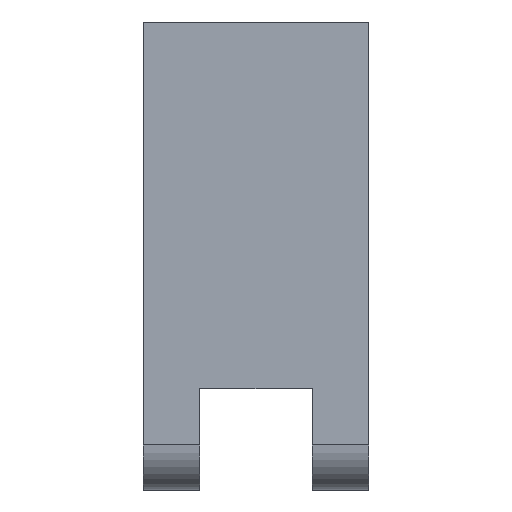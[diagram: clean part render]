
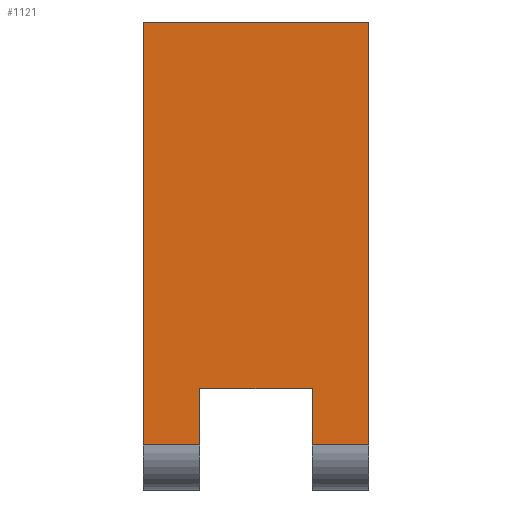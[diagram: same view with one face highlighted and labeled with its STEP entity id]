
A CAD part, front view. The second image highlights one B-rep face of the part: STEP entity #1121.
In plain terms, the highlighted planar face has unit normal (0, -1, 0).
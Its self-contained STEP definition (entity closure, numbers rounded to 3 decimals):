
#29 = VECTOR ( 'NONE', #1245, 1000. ) ;
#75 = ORIENTED_EDGE ( 'NONE', *, *, #290, .T. ) ;
#228 = VECTOR ( 'NONE', #1007, 1000. ) ;
#232 = CARTESIAN_POINT ( 'NONE',  ( 80., 0., -150. ) ) ;
#272 = LINE ( 'NONE', #1656, #29 ) ;
#290 = EDGE_CURVE ( 'NONE', #979, #1698, #1421, .T. ) ;
#297 = VECTOR ( 'NONE', #785, 1000. ) ;
#400 = LINE ( 'NONE', #1071, #619 ) ;
#413 = VERTEX_POINT ( 'NONE', #923 ) ;
#450 = CARTESIAN_POINT ( 'NONE',  ( 0., 0., -150. ) ) ;
#466 = CARTESIAN_POINT ( 'NONE',  ( 0., 0., 0. ) ) ;
#495 = LINE ( 'NONE', #232, #297 ) ;
#501 = EDGE_CURVE ( 'NONE', #1361, #413, #495, .T. ) ;
#535 = CARTESIAN_POINT ( 'NONE',  ( 80., 0., 0. ) ) ;
#537 = EDGE_CURVE ( 'NONE', #629, #1698, #400, .T. ) ;
#580 = CARTESIAN_POINT ( 'NONE',  ( 20., 0., -130. ) ) ;
#589 = CARTESIAN_POINT ( 'NONE',  ( 0., 0., 0. ) ) ;
#603 = ORIENTED_EDGE ( 'NONE', *, *, #1108, .T. ) ;
#619 = VECTOR ( 'NONE', #943, 1000. ) ;
#629 = VERTEX_POINT ( 'NONE', #1675 ) ;
#698 = DIRECTION ( 'NONE',  ( -1., 0., 0. ) ) ;
#704 = CARTESIAN_POINT ( 'NONE',  ( 60., 0., 0. ) ) ;
#713 = DIRECTION ( 'NONE',  ( 0., 0., -1. ) ) ;
#720 = VECTOR ( 'NONE', #698, 1000. ) ;
#736 = EDGE_LOOP ( 'NONE', ( #603, #1491, #1574, #1674, #1046, #75, #895, #1277 ) ) ;
#766 = EDGE_CURVE ( 'NONE', #1287, #979, #804, .T. ) ;
#785 = DIRECTION ( 'NONE',  ( -1., 0., 0. ) ) ;
#802 = CARTESIAN_POINT ( 'NONE',  ( 60., 0., -130. ) ) ;
#804 = LINE ( 'NONE', #1489, #720 ) ;
#841 = CARTESIAN_POINT ( 'NONE',  ( 80., 0., 0. ) ) ;
#895 = ORIENTED_EDGE ( 'NONE', *, *, #537, .F. ) ;
#923 = CARTESIAN_POINT ( 'NONE',  ( 60., 0., -150. ) ) ;
#943 = DIRECTION ( 'NONE',  ( -1., 0., 0. ) ) ;
#979 = VERTEX_POINT ( 'NONE', #589 ) ;
#992 = CARTESIAN_POINT ( 'NONE',  ( 80., 0., 0. ) ) ;
#1002 = VECTOR ( 'NONE', #1603, 1000. ) ;
#1006 = CARTESIAN_POINT ( 'NONE',  ( 80., 0., -150. ) ) ;
#1007 = DIRECTION ( 'NONE',  ( 0., 0., -1. ) ) ;
#1038 = EDGE_CURVE ( 'NONE', #629, #1359, #272, .T. ) ;
#1046 = ORIENTED_EDGE ( 'NONE', *, *, #766, .T. ) ;
#1056 = AXIS2_PLACEMENT_3D ( 'NONE', #535, #1617, #1757 ) ;
#1071 = CARTESIAN_POINT ( 'NONE',  ( 80., 0., -150. ) ) ;
#1108 = EDGE_CURVE ( 'NONE', #1359, #1180, #1752, .T. ) ;
#1121 = ADVANCED_FACE ( 'NONE', ( #1470 ), #1222, .F. ) ;
#1180 = VERTEX_POINT ( 'NONE', #802 ) ;
#1222 = PLANE ( 'NONE',  #1056 ) ;
#1245 = DIRECTION ( 'NONE',  ( 0., 0., 1. ) ) ;
#1277 = ORIENTED_EDGE ( 'NONE', *, *, #1038, .T. ) ;
#1287 = VERTEX_POINT ( 'NONE', #841 ) ;
#1344 = EDGE_CURVE ( 'NONE', #1180, #413, #1386, .T. ) ;
#1359 = VERTEX_POINT ( 'NONE', #580 ) ;
#1361 = VERTEX_POINT ( 'NONE', #1006 ) ;
#1386 = LINE ( 'NONE', #704, #1407 ) ;
#1400 = LINE ( 'NONE', #992, #1599 ) ;
#1407 = VECTOR ( 'NONE', #713, 1000. ) ;
#1421 = LINE ( 'NONE', #466, #228 ) ;
#1470 = FACE_OUTER_BOUND ( 'NONE', #736, .T. ) ;
#1489 = CARTESIAN_POINT ( 'NONE',  ( 80., 0., 0. ) ) ;
#1491 = ORIENTED_EDGE ( 'NONE', *, *, #1344, .T. ) ;
#1574 = ORIENTED_EDGE ( 'NONE', *, *, #501, .F. ) ;
#1599 = VECTOR ( 'NONE', #1673, 1000. ) ;
#1603 = DIRECTION ( 'NONE',  ( 1., 0., 0. ) ) ;
#1617 = DIRECTION ( 'NONE',  ( 0., 1., 0. ) ) ;
#1639 = CARTESIAN_POINT ( 'NONE',  ( 80., 0., -130. ) ) ;
#1656 = CARTESIAN_POINT ( 'NONE',  ( 20., 0., 0. ) ) ;
#1673 = DIRECTION ( 'NONE',  ( 0., 0., -1. ) ) ;
#1674 = ORIENTED_EDGE ( 'NONE', *, *, #1703, .F. ) ;
#1675 = CARTESIAN_POINT ( 'NONE',  ( 20., 0., -150. ) ) ;
#1698 = VERTEX_POINT ( 'NONE', #450 ) ;
#1703 = EDGE_CURVE ( 'NONE', #1287, #1361, #1400, .T. ) ;
#1752 = LINE ( 'NONE', #1639, #1002 ) ;
#1757 = DIRECTION ( 'NONE',  ( 0., 0., 1. ) ) ;
